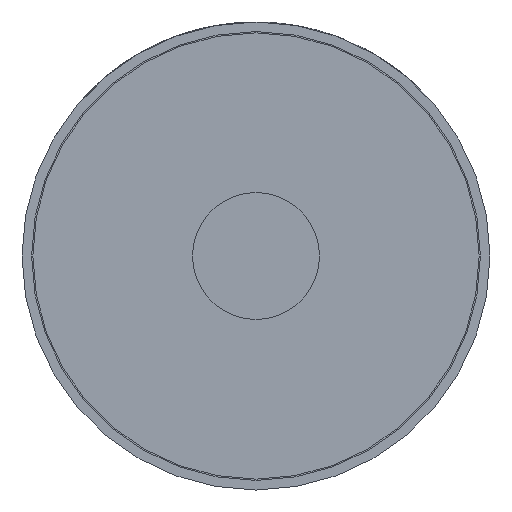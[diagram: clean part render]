
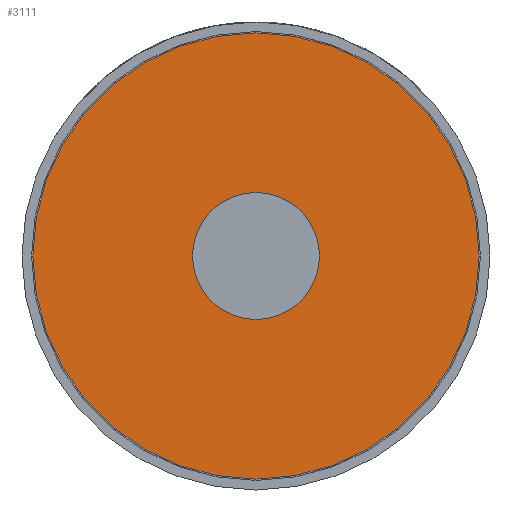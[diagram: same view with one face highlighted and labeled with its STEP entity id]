
A CAD part, front view. The second image highlights one B-rep face of the part: STEP entity #3111.
In plain terms, the highlighted planar face has unit normal (0, -1, 0).
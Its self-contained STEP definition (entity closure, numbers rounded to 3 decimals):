
#101 = AXIS2_PLACEMENT_3D ( 'NONE', #2664, #1904, #1649 ) ;
#132 = CARTESIAN_POINT ( 'NONE',  ( 0.037, 0.053, 0.495 ) ) ;
#377 = AXIS2_PLACEMENT_3D ( 'NONE', #624, #2009, #2793 ) ;
#541 = DIRECTION ( 'NONE',  ( 0., 0., -1. ) ) ;
#542 = CIRCLE ( 'NONE', #377, 0.495 ) ;
#624 = CARTESIAN_POINT ( 'NONE',  ( 0.037, 0.053, 0. ) ) ;
#693 = CIRCLE ( 'NONE', #2654, 1.74 ) ;
#748 = AXIS2_PLACEMENT_3D ( 'NONE', #796, #1103, #3478 ) ;
#763 = EDGE_LOOP ( 'NONE', ( #1811, #2471 ) ) ;
#796 = CARTESIAN_POINT ( 'NONE',  ( 0.037, 0.053, 0. ) ) ;
#848 = VERTEX_POINT ( 'NONE', #132 ) ;
#1018 = EDGE_CURVE ( 'NONE', #2437, #848, #3339, .T. ) ;
#1049 = VERTEX_POINT ( 'NONE', #1385 ) ;
#1103 = DIRECTION ( 'NONE',  ( 0., 1., 0. ) ) ;
#1350 = PLANE ( 'NONE',  #2330 ) ;
#1385 = CARTESIAN_POINT ( 'NONE',  ( 0.037, 0.053, -1.74 ) ) ;
#1490 = CARTESIAN_POINT ( 'NONE',  ( 0.037, 0.053, 0. ) ) ;
#1506 = EDGE_CURVE ( 'NONE', #3273, #1049, #693, .T. ) ;
#1601 = ORIENTED_EDGE ( 'NONE', *, *, #1018, .T. ) ;
#1649 = DIRECTION ( 'NONE',  ( 0., 0., -1. ) ) ;
#1811 = ORIENTED_EDGE ( 'NONE', *, *, #2893, .T. ) ;
#1842 = EDGE_LOOP ( 'NONE', ( #1855, #1601 ) ) ;
#1855 = ORIENTED_EDGE ( 'NONE', *, *, #2201, .T. ) ;
#1875 = DIRECTION ( 'NONE',  ( 0., -1., 0. ) ) ;
#1904 = DIRECTION ( 'NONE',  ( 0., -1., 0. ) ) ;
#2009 = DIRECTION ( 'NONE',  ( 0., 1., 0. ) ) ;
#2096 = FACE_BOUND ( 'NONE', #1842, .T. ) ;
#2201 = EDGE_CURVE ( 'NONE', #848, #2437, #542, .T. ) ;
#2225 = CARTESIAN_POINT ( 'NONE',  ( 0.037, 0.053, 1.74 ) ) ;
#2301 = CARTESIAN_POINT ( 'NONE',  ( 0.037, 0.053, -0.495 ) ) ;
#2310 = DIRECTION ( 'NONE',  ( 0., 0., -1. ) ) ;
#2330 = AXIS2_PLACEMENT_3D ( 'NONE', #3156, #1875, #541 ) ;
#2437 = VERTEX_POINT ( 'NONE', #2301 ) ;
#2471 = ORIENTED_EDGE ( 'NONE', *, *, #1506, .T. ) ;
#2556 = DIRECTION ( 'NONE',  ( 0., -1., 0. ) ) ;
#2654 = AXIS2_PLACEMENT_3D ( 'NONE', #1490, #2556, #2310 ) ;
#2664 = CARTESIAN_POINT ( 'NONE',  ( 0.037, 0.053, 0. ) ) ;
#2720 = CIRCLE ( 'NONE', #101, 1.74 ) ;
#2793 = DIRECTION ( 'NONE',  ( 0., 0., -1. ) ) ;
#2893 = EDGE_CURVE ( 'NONE', #1049, #3273, #2720, .T. ) ;
#3111 = ADVANCED_FACE ( 'Defeature ausgef�hrt1_4', ( #2096, #3214 ), #1350, .T. ) ;
#3156 = CARTESIAN_POINT ( 'NONE',  ( 0.037, 0.053, 0. ) ) ;
#3214 = FACE_OUTER_BOUND ( 'NONE', #763, .T. ) ;
#3273 = VERTEX_POINT ( 'NONE', #2225 ) ;
#3339 = CIRCLE ( 'NONE', #748, 0.495 ) ;
#3478 = DIRECTION ( 'NONE',  ( 0., 0., -1. ) ) ;
